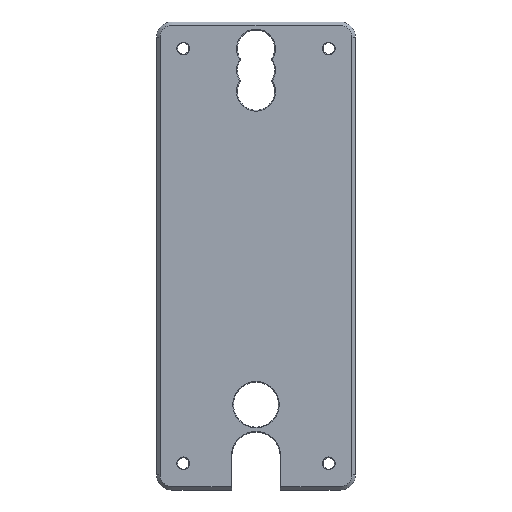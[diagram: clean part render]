
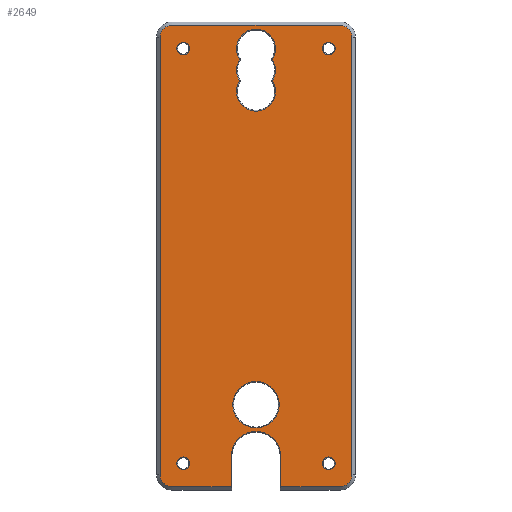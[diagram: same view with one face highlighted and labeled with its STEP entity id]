
A CAD part, top view. The second image highlights one B-rep face of the part: STEP entity #2649.
In plain terms, the highlighted planar face has unit normal (0, 0, 1).
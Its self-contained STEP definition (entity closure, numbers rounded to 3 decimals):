
#129=FACE_BOUND('',#539,.T.);
#130=FACE_BOUND('',#540,.T.);
#131=FACE_BOUND('',#541,.T.);
#132=FACE_BOUND('',#542,.T.);
#133=FACE_BOUND('',#543,.T.);
#134=FACE_BOUND('',#544,.T.);
#175=CIRCLE('',#2832,3.5);
#177=CIRCLE('',#2836,3.5);
#179=CIRCLE('',#2840,3.5);
#181=CIRCLE('',#2844,3.5);
#183=CIRCLE('',#2847,6.885);
#202=CIRCLE('',#2885,0.25);
#203=CIRCLE('',#2887,5.793);
#204=CIRCLE('',#2889,0.25);
#205=CIRCLE('',#2891,5.793);
#206=CIRCLE('',#2893,0.25);
#207=CIRCLE('',#2895,5.793);
#208=CIRCLE('',#2897,0.25);
#209=CIRCLE('',#2899,5.793);
#210=CIRCLE('',#2901,1.9);
#211=CIRCLE('',#2903,1.9);
#212=CIRCLE('',#2905,1.9);
#213=CIRCLE('',#2907,7.4);
#214=CIRCLE('',#2908,1.9);
#360=FACE_OUTER_BOUND('',#538,.T.);
#538=EDGE_LOOP('',(#2279,#2280,#2281,#2282,#2283,#2284,#2285,#2286,#2287,
#2288,#2289,#2290));
#539=EDGE_LOOP('',(#2291));
#540=EDGE_LOOP('',(#2292));
#541=EDGE_LOOP('',(#2293));
#542=EDGE_LOOP('',(#2294,#2295,#2296,#2297,#2298,#2299,#2300,#2301));
#543=EDGE_LOOP('',(#2302));
#544=EDGE_LOOP('',(#2303));
#760=LINE('',#4359,#1019);
#765=LINE('',#4373,#1024);
#769=LINE('',#4385,#1028);
#773=LINE('',#4397,#1032);
#807=LINE('',#4530,#1066);
#808=LINE('',#4531,#1067);
#809=LINE('',#4533,#1068);
#1019=VECTOR('',#3414,10.);
#1024=VECTOR('',#3427,10.);
#1028=VECTOR('',#3439,10.);
#1032=VECTOR('',#3451,10.);
#1066=VECTOR('',#3613,10.);
#1067=VECTOR('',#3614,10.);
#1068=VECTOR('',#3615,10.);
#1236=VERTEX_POINT('',#4355);
#1238=VERTEX_POINT('',#4358);
#1241=VERTEX_POINT('',#4366);
#1243=VERTEX_POINT('',#4372);
#1245=VERTEX_POINT('',#4378);
#1247=VERTEX_POINT('',#4384);
#1249=VERTEX_POINT('',#4390);
#1251=VERTEX_POINT('',#4396);
#1253=VERTEX_POINT('',#4402);
#1255=VERTEX_POINT('',#4408);
#1274=VERTEX_POINT('',#4484);
#1275=VERTEX_POINT('',#4486);
#1276=VERTEX_POINT('',#4490);
#1277=VERTEX_POINT('',#4494);
#1278=VERTEX_POINT('',#4498);
#1279=VERTEX_POINT('',#4502);
#1280=VERTEX_POINT('',#4506);
#1281=VERTEX_POINT('',#4510);
#1282=VERTEX_POINT('',#4516);
#1283=VERTEX_POINT('',#4520);
#1284=VERTEX_POINT('',#4524);
#1285=VERTEX_POINT('',#4528);
#1286=VERTEX_POINT('',#4529);
#1287=VERTEX_POINT('',#4532);
#1288=VERTEX_POINT('',#4535);
#1549=EDGE_CURVE('',#1236,#1238,#760,.T.);
#1553=EDGE_CURVE('',#1238,#1241,#175,.T.);
#1556=EDGE_CURVE('',#1241,#1243,#765,.T.);
#1559=EDGE_CURVE('',#1243,#1245,#177,.T.);
#1562=EDGE_CURVE('',#1245,#1247,#769,.T.);
#1565=EDGE_CURVE('',#1247,#1249,#179,.T.);
#1568=EDGE_CURVE('',#1249,#1251,#773,.T.);
#1571=EDGE_CURVE('',#1251,#1253,#181,.T.);
#1574=EDGE_CURVE('',#1255,#1255,#183,.T.);
#1613=EDGE_CURVE('',#1274,#1275,#202,.T.);
#1615=EDGE_CURVE('',#1275,#1276,#203,.T.);
#1617=EDGE_CURVE('',#1276,#1277,#204,.T.);
#1619=EDGE_CURVE('',#1277,#1278,#205,.T.);
#1621=EDGE_CURVE('',#1278,#1279,#206,.T.);
#1623=EDGE_CURVE('',#1279,#1280,#207,.T.);
#1625=EDGE_CURVE('',#1280,#1281,#208,.T.);
#1627=EDGE_CURVE('',#1281,#1274,#209,.T.);
#1628=EDGE_CURVE('',#1282,#1282,#210,.T.);
#1630=EDGE_CURVE('',#1283,#1283,#211,.T.);
#1632=EDGE_CURVE('',#1284,#1284,#212,.T.);
#1634=EDGE_CURVE('',#1285,#1286,#807,.T.);
#1635=EDGE_CURVE('',#1253,#1285,#808,.T.);
#1636=EDGE_CURVE('',#1287,#1236,#809,.T.);
#1637=EDGE_CURVE('',#1286,#1287,#213,.T.);
#1638=EDGE_CURVE('',#1288,#1288,#214,.T.);
#2279=ORIENTED_EDGE('',*,*,#1634,.F.);
#2280=ORIENTED_EDGE('',*,*,#1635,.F.);
#2281=ORIENTED_EDGE('',*,*,#1571,.F.);
#2282=ORIENTED_EDGE('',*,*,#1568,.F.);
#2283=ORIENTED_EDGE('',*,*,#1565,.F.);
#2284=ORIENTED_EDGE('',*,*,#1562,.F.);
#2285=ORIENTED_EDGE('',*,*,#1559,.F.);
#2286=ORIENTED_EDGE('',*,*,#1556,.F.);
#2287=ORIENTED_EDGE('',*,*,#1553,.F.);
#2288=ORIENTED_EDGE('',*,*,#1549,.F.);
#2289=ORIENTED_EDGE('',*,*,#1636,.F.);
#2290=ORIENTED_EDGE('',*,*,#1637,.F.);
#2291=ORIENTED_EDGE('',*,*,#1632,.F.);
#2292=ORIENTED_EDGE('',*,*,#1628,.F.);
#2293=ORIENTED_EDGE('',*,*,#1574,.F.);
#2294=ORIENTED_EDGE('',*,*,#1627,.F.);
#2295=ORIENTED_EDGE('',*,*,#1625,.F.);
#2296=ORIENTED_EDGE('',*,*,#1623,.F.);
#2297=ORIENTED_EDGE('',*,*,#1621,.F.);
#2298=ORIENTED_EDGE('',*,*,#1619,.F.);
#2299=ORIENTED_EDGE('',*,*,#1617,.F.);
#2300=ORIENTED_EDGE('',*,*,#1615,.F.);
#2301=ORIENTED_EDGE('',*,*,#1613,.F.);
#2302=ORIENTED_EDGE('',*,*,#1630,.F.);
#2303=ORIENTED_EDGE('',*,*,#1638,.F.);
#2498=PLANE('',#2906);
#2649=ADVANCED_FACE('',(#360,#129,#130,#131,#132,#133,#134),#2498,.F.);
#2832=AXIS2_PLACEMENT_3D('',#4367,#3420,#3421);
#2836=AXIS2_PLACEMENT_3D('',#4379,#3432,#3433);
#2840=AXIS2_PLACEMENT_3D('',#4391,#3444,#3445);
#2844=AXIS2_PLACEMENT_3D('',#4403,#3456,#3457);
#2847=AXIS2_PLACEMENT_3D('',#4409,#3463,#3464);
#2885=AXIS2_PLACEMENT_3D('',#4487,#3559,#3560);
#2887=AXIS2_PLACEMENT_3D('',#4491,#3564,#3565);
#2889=AXIS2_PLACEMENT_3D('',#4495,#3569,#3570);
#2891=AXIS2_PLACEMENT_3D('',#4499,#3574,#3575);
#2893=AXIS2_PLACEMENT_3D('',#4503,#3579,#3580);
#2895=AXIS2_PLACEMENT_3D('',#4507,#3584,#3585);
#2897=AXIS2_PLACEMENT_3D('',#4511,#3589,#3590);
#2899=AXIS2_PLACEMENT_3D('',#4514,#3594,#3595);
#2901=AXIS2_PLACEMENT_3D('',#4517,#3598,#3599);
#2903=AXIS2_PLACEMENT_3D('',#4521,#3603,#3604);
#2905=AXIS2_PLACEMENT_3D('',#4525,#3608,#3609);
#2906=AXIS2_PLACEMENT_3D('',#4527,#3611,#3612);
#2907=AXIS2_PLACEMENT_3D('',#4534,#3616,#3617);
#2908=AXIS2_PLACEMENT_3D('',#4536,#3618,#3619);
#3414=DIRECTION('',(-1.,0.,0.));
#3420=DIRECTION('center_axis',(0.,0.,-1.));
#3421=DIRECTION('ref_axis',(0.,-1.,0.));
#3427=DIRECTION('',(0.,1.,0.));
#3432=DIRECTION('center_axis',(0.,0.,-1.));
#3433=DIRECTION('ref_axis',(-1.,0.,0.));
#3439=DIRECTION('',(1.,0.,0.));
#3444=DIRECTION('center_axis',(0.,0.,-1.));
#3445=DIRECTION('ref_axis',(0.,1.,0.));
#3451=DIRECTION('',(0.,-1.,0.));
#3456=DIRECTION('center_axis',(0.,0.,-1.));
#3457=DIRECTION('ref_axis',(1.,0.,0.));
#3463=DIRECTION('center_axis',(0.,0.,1.));
#3464=DIRECTION('ref_axis',(1.,0.,0.));
#3559=DIRECTION('center_axis',(0.,0.,-1.));
#3560=DIRECTION('ref_axis',(-1.,0.,0.));
#3564=DIRECTION('center_axis',(0.,0.,1.));
#3565=DIRECTION('ref_axis',(-1.,0.,0.));
#3569=DIRECTION('center_axis',(0.,0.,-1.));
#3570=DIRECTION('ref_axis',(1.,0.,0.));
#3574=DIRECTION('center_axis',(0.,0.,1.));
#3575=DIRECTION('ref_axis',(-1.,0.,0.));
#3579=DIRECTION('center_axis',(0.,0.,-1.));
#3580=DIRECTION('ref_axis',(1.,0.,0.));
#3584=DIRECTION('center_axis',(0.,0.,1.));
#3585=DIRECTION('ref_axis',(-1.,0.,0.));
#3589=DIRECTION('center_axis',(0.,0.,-1.));
#3590=DIRECTION('ref_axis',(-1.,0.,0.));
#3594=DIRECTION('center_axis',(0.,0.,1.));
#3595=DIRECTION('ref_axis',(1.,0.,0.));
#3598=DIRECTION('center_axis',(0.,0.,1.));
#3599=DIRECTION('ref_axis',(-1.,0.,0.));
#3603=DIRECTION('center_axis',(0.,0.,1.));
#3604=DIRECTION('ref_axis',(-1.,0.,0.));
#3608=DIRECTION('center_axis',(0.,0.,1.));
#3609=DIRECTION('ref_axis',(-1.,0.,0.));
#3611=DIRECTION('center_axis',(0.,0.,-1.));
#3612=DIRECTION('ref_axis',(-1.,0.,0.));
#3613=DIRECTION('',(0.,1.,0.));
#3614=DIRECTION('',(-1.,0.,0.));
#3615=DIRECTION('',(0.,-1.,0.));
#3616=DIRECTION('center_axis',(0.,0.,1.));
#3617=DIRECTION('ref_axis',(1.,0.,0.));
#3618=DIRECTION('center_axis',(0.,0.,1.));
#3619=DIRECTION('ref_axis',(-1.,0.,0.));
#4355=CARTESIAN_POINT('',(-7.4,-68.5,4.));
#4358=CARTESIAN_POINT('',(-25.,-68.5,4.));
#4359=CARTESIAN_POINT('',(-12.5,-68.5,4.));
#4366=CARTESIAN_POINT('',(-28.5,-65.,4.));
#4367=CARTESIAN_POINT('Origin',(-25.,-65.,4.));
#4372=CARTESIAN_POINT('',(-28.5,65.,4.));
#4373=CARTESIAN_POINT('',(-28.5,31.25,4.));
#4378=CARTESIAN_POINT('',(-25.,68.5,4.));
#4379=CARTESIAN_POINT('Origin',(-25.,65.,4.));
#4384=CARTESIAN_POINT('',(25.,68.5,4.));
#4385=CARTESIAN_POINT('',(12.5,68.5,4.));
#4390=CARTESIAN_POINT('',(28.5,65.,4.));
#4391=CARTESIAN_POINT('Origin',(25.,65.,4.));
#4396=CARTESIAN_POINT('',(28.5,-65.,4.));
#4397=CARTESIAN_POINT('',(28.5,-33.75,4.));
#4402=CARTESIAN_POINT('',(25.,-68.5,4.));
#4403=CARTESIAN_POINT('Origin',(25.,-65.,4.));
#4408=CARTESIAN_POINT('',(-6.885,-44.172,4.));
#4409=CARTESIAN_POINT('Origin',(0.,-44.172,
4.));
#4484=CARTESIAN_POINT('',(4.914,58.268,4.));
#4486=CARTESIAN_POINT('',(4.914,58.532,4.));
#4487=CARTESIAN_POINT('Origin',(5.126,58.4,4.));
#4490=CARTESIAN_POINT('',(-4.914,58.532,4.));
#4491=CARTESIAN_POINT('Origin',(0.,61.6,
4.));
#4494=CARTESIAN_POINT('',(-4.914,58.268,4.));
#4495=CARTESIAN_POINT('Origin',(-5.126,58.4,4.));
#4498=CARTESIAN_POINT('',(-4.914,52.132,4.));
#4499=CARTESIAN_POINT('Origin',(0.,55.2,4.));
#4502=CARTESIAN_POINT('',(-4.914,51.868,4.));
#4503=CARTESIAN_POINT('Origin',(-5.126,52.,4.));
#4506=CARTESIAN_POINT('',(4.914,51.868,4.));
#4507=CARTESIAN_POINT('Origin',(0.,48.8,4.));
#4510=CARTESIAN_POINT('',(4.914,52.132,4.));
#4511=CARTESIAN_POINT('Origin',(5.126,52.,4.));
#4514=CARTESIAN_POINT('Origin',(0.,55.2,4.));
#4516=CARTESIAN_POINT('',(23.5,61.6,4.));
#4517=CARTESIAN_POINT('Origin',(21.6,61.6,4.));
#4520=CARTESIAN_POINT('',(-19.7,61.6,4.));
#4521=CARTESIAN_POINT('Origin',(-21.6,61.6,4.));
#4524=CARTESIAN_POINT('',(23.5,-61.6,4.));
#4525=CARTESIAN_POINT('Origin',(21.6,-61.6,4.));
#4527=CARTESIAN_POINT('Origin',(0.,-2.5,
4.));
#4528=CARTESIAN_POINT('',(7.4,-68.5,4.));
#4529=CARTESIAN_POINT('',(7.4,-59.517,4.));
#4530=CARTESIAN_POINT('',(7.4,-36.25,4.));
#4531=CARTESIAN_POINT('',(2.85,-68.5,4.));
#4532=CARTESIAN_POINT('',(-7.4,-59.517,4.));
#4533=CARTESIAN_POINT('',(-7.4,-31.009,4.));
#4534=CARTESIAN_POINT('Origin',(0.,-59.517,
4.));
#4535=CARTESIAN_POINT('',(-19.7,-61.6,4.));
#4536=CARTESIAN_POINT('Origin',(-21.6,-61.6,4.));
